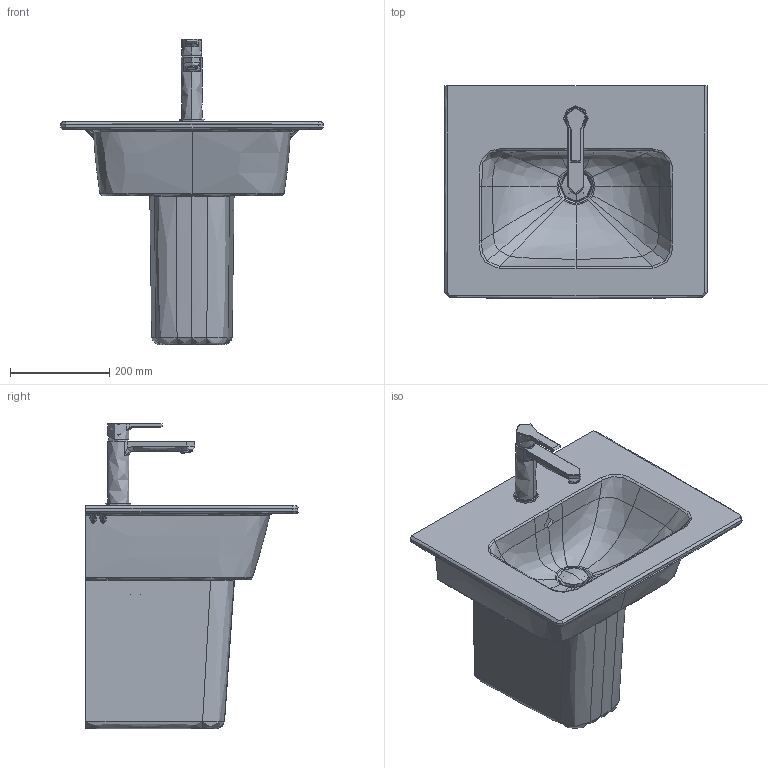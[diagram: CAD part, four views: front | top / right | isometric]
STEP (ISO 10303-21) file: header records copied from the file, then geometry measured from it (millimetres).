
FILE_DESCRIPTION(/* description */ (''),/* implementation_level */ '2;1');
FILE_NAME(/* name */ '233653_085840',/* time_stamp */ '2021-02-04T08:48:44+01:00',/* author */ (''),/* organization */ (''),/* preprocessor_version */ 'ST-DEVELOPER v15',/* originating_system */ '',/* authorisation */ '');
FILE_SCHEMA (('AUTOMOTIVE_DESIGN'));
Length unit declared in the file: millimetre
Products named in the file (1): Document
Bounding box: 529.95 x 428.92 x 616.65 mm (x, y, z)
Volume: 12816361.7 mm3; surface area: 1369460.6 mm2
Topology: 4 solids, 5 shells, 457 faces, 1101 edges, 645 vertices
Faces by surface type: bspline 391, plane 66
Entity records: 93108 total; most frequent: CARTESIAN_POINT 86530, ORIENTED_EDGE 2174, EDGE_CURVE 1089, B_SPLINE_CURVE_WITH_KNOTS 802, VERTEX_POINT 645, EDGE_LOOP 475, ADVANCED_FACE 457, FACE_OUTER_BOUND 457
